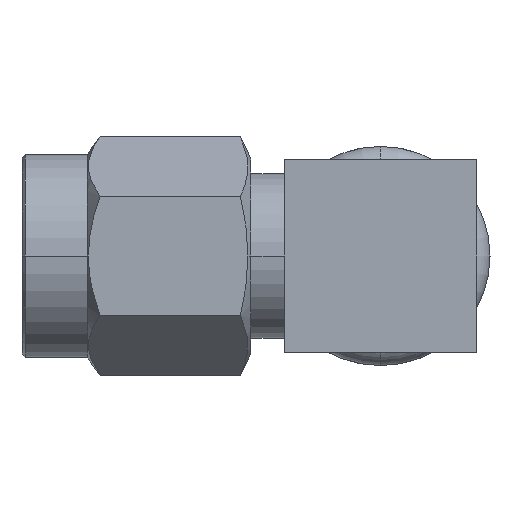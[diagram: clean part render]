
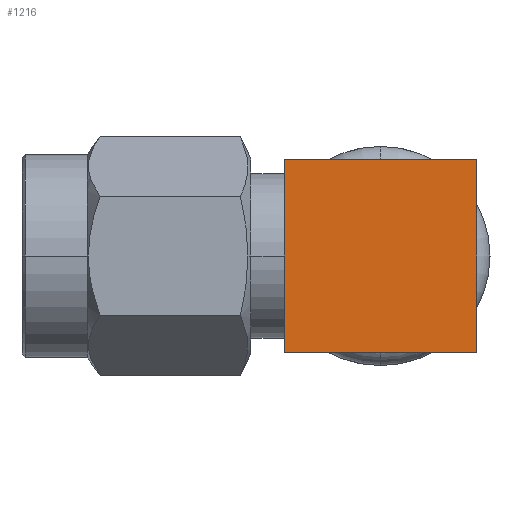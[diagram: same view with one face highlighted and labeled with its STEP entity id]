
A CAD part, left-side view. The second image highlights one B-rep face of the part: STEP entity #1216.
In plain terms, the highlighted planar face has unit normal (-1, 0, 0).
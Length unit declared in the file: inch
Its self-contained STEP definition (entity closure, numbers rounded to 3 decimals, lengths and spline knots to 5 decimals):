
#127 = EDGE_CURVE ( 'NONE', #1109, #209, #1651, .T. ) ;
#141 = AXIS2_PLACEMENT_3D ( 'NONE', #1277, #1452, #249 ) ;
#209 = VERTEX_POINT ( 'NONE', #1123 ) ;
#249 = DIRECTION ( 'NONE',  ( 0., 0., -1. ) ) ;
#250 = EDGE_CURVE ( 'NONE', #1478, #387, #1554, .T. ) ;
#272 = CARTESIAN_POINT ( 'NONE',  ( -0.26315, -0.13832, 0.13832 ) ) ;
#273 = EDGE_CURVE ( 'NONE', #387, #209, #1479, .T. ) ;
#282 = ORIENTED_EDGE ( 'NONE', *, *, #127, .T. ) ;
#342 = VECTOR ( 'NONE', #1501, 39.37008 ) ;
#353 = CARTESIAN_POINT ( 'NONE',  ( -0.26315, -0.13832, 0.13832 ) ) ;
#387 = VERTEX_POINT ( 'NONE', #353 ) ;
#477 = ORIENTED_EDGE ( 'NONE', *, *, #642, .T. ) ;
#507 = CARTESIAN_POINT ( 'NONE',  ( -0.26315, 0.13832, 0.13832 ) ) ;
#551 = ORIENTED_EDGE ( 'NONE', *, *, #250, .F. ) ;
#552 = DIRECTION ( 'NONE',  ( 0., 0., -1. ) ) ;
#554 = DIRECTION ( 'NONE',  ( 0., 0., -1. ) ) ;
#642 = EDGE_CURVE ( 'NONE', #1478, #1109, #816, .T. ) ;
#691 = ORIENTED_EDGE ( 'NONE', *, *, #273, .F. ) ;
#816 = LINE ( 'NONE', #1395, #1295 ) ;
#866 = VECTOR ( 'NONE', #554, 39.37008 ) ;
#926 = EDGE_LOOP ( 'NONE', ( #282, #691, #551, #477 ) ) ;
#1085 = CARTESIAN_POINT ( 'NONE',  ( -0.26315, 0.13832, -0.13832 ) ) ;
#1109 = VERTEX_POINT ( 'NONE', #1871 ) ;
#1123 = CARTESIAN_POINT ( 'NONE',  ( -0.26315, -0.13832, -0.13832 ) ) ;
#1130 = DIRECTION ( 'NONE',  ( 0., -1., 0. ) ) ;
#1162 = PLANE ( 'NONE',  #141 ) ;
#1216 = ADVANCED_FACE ( 'NONE', ( #1906 ), #1162, .F. ) ;
#1264 = CARTESIAN_POINT ( 'NONE',  ( -0.26315, 0.13832, 0.13832 ) ) ;
#1277 = CARTESIAN_POINT ( 'NONE',  ( -0.26315, 0.13832, 0.13832 ) ) ;
#1295 = VECTOR ( 'NONE', #552, 39.37008 ) ;
#1395 = CARTESIAN_POINT ( 'NONE',  ( -0.26315, 0.13832, 0.13832 ) ) ;
#1444 = VECTOR ( 'NONE', #1130, 39.37008 ) ;
#1452 = DIRECTION ( 'NONE',  ( 1., 0., 0. ) ) ;
#1478 = VERTEX_POINT ( 'NONE', #507 ) ;
#1479 = LINE ( 'NONE', #272, #866 ) ;
#1501 = DIRECTION ( 'NONE',  ( 0., -1., 0. ) ) ;
#1554 = LINE ( 'NONE', #1264, #1444 ) ;
#1651 = LINE ( 'NONE', #1085, #342 ) ;
#1871 = CARTESIAN_POINT ( 'NONE',  ( -0.26315, 0.13832, -0.13832 ) ) ;
#1906 = FACE_OUTER_BOUND ( 'NONE', #926, .T. ) ;
